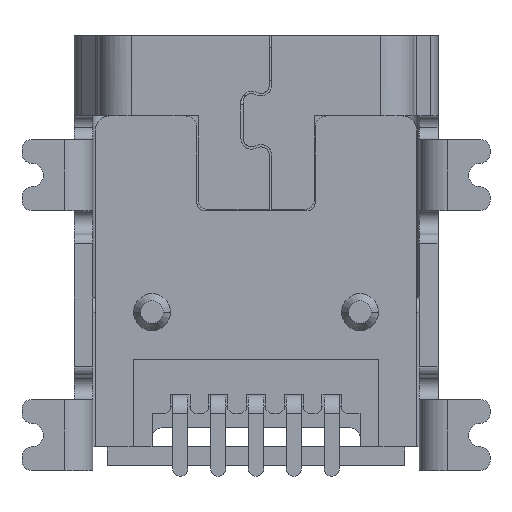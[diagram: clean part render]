
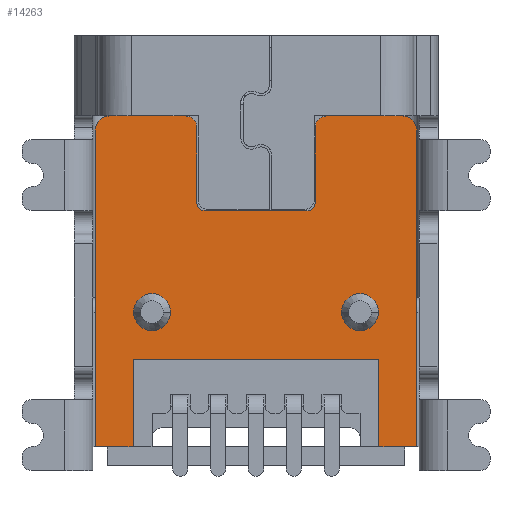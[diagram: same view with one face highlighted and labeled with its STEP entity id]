
A CAD part, front view. The second image highlights one B-rep face of the part: STEP entity #14263.
In plain terms, the highlighted planar face has unit normal (0, -1, 0).
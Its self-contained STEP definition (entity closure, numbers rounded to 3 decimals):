
#542=DIRECTION('',(-1.,0.,0.));
#543=VECTOR('',#542,0.8);
#544=CARTESIAN_POINT('',(-2.6,0.15,-8.7));
#545=LINE('8098',#544,#543);
#546=DIRECTION('',(0.,0.,1.));
#547=VECTOR('',#546,6.7);
#548=CARTESIAN_POINT('',(-3.4,0.15,-8.7));
#549=LINE('8099',#548,#547);
#550=CARTESIAN_POINT('',(-3.1,0.15,-2.));
#551=DIRECTION('',(0.,1.,0.));
#552=DIRECTION('',(-1.,0.,0.));
#553=AXIS2_PLACEMENT_3D('',#550,#551,#552);
#555=DIRECTION('',(1.,0.,0.));
#556=VECTOR('',#555,1.496);
#557=CARTESIAN_POINT('',(-2.996,0.15,-1.7));
#558=LINE('8093',#557,#556);
#559=CARTESIAN_POINT('',(-1.5,0.15,-1.95));
#560=DIRECTION('',(0.,1.,0.));
#561=DIRECTION('',(0.,0.,1.));
#562=AXIS2_PLACEMENT_3D('',#559,#560,#561);
#564=CARTESIAN_POINT('',(-1.1,0.15,-3.55));
#565=DIRECTION('',(0.,-1.,0.));
#566=DIRECTION('',(-1.,0.,0.));
#567=AXIS2_PLACEMENT_3D('',#564,#565,#566);
#569=CARTESIAN_POINT('',(1.1,0.15,-3.55));
#570=DIRECTION('',(0.,-1.,0.));
#571=DIRECTION('',(0.,0.,-1.));
#572=AXIS2_PLACEMENT_3D('',#569,#570,#571);
#574=CARTESIAN_POINT('',(1.5,0.15,-1.95));
#575=DIRECTION('',(0.,1.,0.));
#576=DIRECTION('',(-1.,0.,0.));
#577=AXIS2_PLACEMENT_3D('',#574,#575,#576);
#579=CARTESIAN_POINT('',(3.1,0.15,-2.));
#580=DIRECTION('',(0.,1.,0.));
#581=DIRECTION('',(0.,0.,1.));
#582=AXIS2_PLACEMENT_3D('',#579,#580,#581);
#584=DIRECTION('',(-1.,0.,0.));
#585=VECTOR('',#584,0.8);
#586=CARTESIAN_POINT('',(3.4,0.15,-8.7));
#587=LINE('8106',#586,#585);
#588=CARTESIAN_POINT('',(-2.2,0.15,-5.85));
#589=DIRECTION('',(0.,-1.,0.));
#590=DIRECTION('',(1.,0.,0.));
#591=AXIS2_PLACEMENT_3D('',#588,#589,#590);
#593=CARTESIAN_POINT('',(-2.2,0.15,-5.85));
#594=DIRECTION('',(0.,-1.,0.));
#595=DIRECTION('',(-1.,0.,0.));
#596=AXIS2_PLACEMENT_3D('',#593,#594,#595);
#598=CARTESIAN_POINT('',(2.2,0.15,-5.85));
#599=DIRECTION('',(0.,-1.,0.));
#600=DIRECTION('',(1.,0.,0.));
#601=AXIS2_PLACEMENT_3D('',#598,#599,#600);
#603=CARTESIAN_POINT('',(2.2,0.15,-5.85));
#604=DIRECTION('',(0.,-1.,0.));
#605=DIRECTION('',(-1.,0.,0.));
#606=AXIS2_PLACEMENT_3D('',#603,#604,#605);
#621=DIRECTION('',(-1.,0.,0.));
#622=VECTOR('',#621,0.104);
#623=CARTESIAN_POINT('',(-2.996,0.15,-1.7));
#624=LINE('8115',#623,#622);
#6342=DIRECTION('',(0.,0.,1.));
#6343=VECTOR('',#6342,1.85);
#6344=CARTESIAN_POINT('',(-2.6,0.15,-8.7));
#6345=LINE('9477',#6344,#6343);
#6354=DIRECTION('',(1.,0.,0.));
#6355=VECTOR('',#6354,5.2);
#6356=CARTESIAN_POINT('',(-2.6,0.15,-6.85));
#6357=LINE('9479',#6356,#6355);
#6366=DIRECTION('',(0.,0.,-1.));
#6367=VECTOR('',#6366,1.85);
#6368=CARTESIAN_POINT('',(2.6,0.15,-6.85));
#6369=LINE('9481',#6368,#6367);
#7962=DIRECTION('',(-1.,0.,0.));
#7963=VECTOR('',#7962,1.496);
#7964=CARTESIAN_POINT('',(2.996,0.15,-1.7));
#7965=LINE('9863',#7964,#7963);
#8011=DIRECTION('',(-1.,0.,0.));
#8012=VECTOR('',#8011,0.104);
#8013=CARTESIAN_POINT('',(3.1,0.15,-1.7));
#8014=LINE('9872',#8013,#8012);
#8023=DIRECTION('',(0.,0.,-1.));
#8024=VECTOR('',#8023,1.6);
#8025=CARTESIAN_POINT('',(1.25,0.15,-1.95));
#8026=LINE('9875',#8025,#8024);
#8039=DIRECTION('',(-1.,0.,0.));
#8040=VECTOR('',#8039,2.2);
#8041=CARTESIAN_POINT('',(1.1,0.15,-3.7));
#8042=LINE('9879',#8041,#8040);
#8059=DIRECTION('',(0.,0.,1.));
#8060=VECTOR('',#8059,1.6);
#8061=CARTESIAN_POINT('',(-1.25,0.15,-3.55));
#8062=LINE('9884',#8061,#8060);
#8546=DIRECTION('',(0.,0.,1.));
#8547=VECTOR('',#8546,6.7);
#8548=CARTESIAN_POINT('',(3.4,0.15,-8.7));
#8549=LINE('9971',#8548,#8547);
#10313=CARTESIAN_POINT('',(-2.6,0.15,-8.7));
#10315=VERTEX_POINT('',#10313);
#10376=CARTESIAN_POINT('',(2.6,0.15,-8.7));
#10377=VERTEX_POINT('',#10376);
#10458=CARTESIAN_POINT('',(-3.4,0.15,-8.7));
#10459=VERTEX_POINT('',#10458);
#10640=CARTESIAN_POINT('',(-2.996,0.15,-1.7));
#10641=CARTESIAN_POINT('',(-1.5,0.15,-1.7));
#10642=VERTEX_POINT('',#10640);
#10643=VERTEX_POINT('',#10641);
#10648=CARTESIAN_POINT('',(-3.4,0.15,-2.));
#10649=VERTEX_POINT('',#10648);
#10650=CARTESIAN_POINT('',(-3.1,0.15,-1.7));
#10651=VERTEX_POINT('',#10650);
#10652=CARTESIAN_POINT('',(-1.25,0.15,-1.95));
#10653=VERTEX_POINT('',#10652);
#10654=CARTESIAN_POINT('',(-1.25,0.15,-3.55));
#10655=CARTESIAN_POINT('',(-1.1,0.15,-3.7));
#10656=VERTEX_POINT('',#10654);
#10657=VERTEX_POINT('',#10655);
#10658=CARTESIAN_POINT('',(1.1,0.15,-3.7));
#10659=CARTESIAN_POINT('',(1.25,0.15,-3.55));
#10660=VERTEX_POINT('',#10658);
#10661=VERTEX_POINT('',#10659);
#10662=CARTESIAN_POINT('',(1.25,0.15,-1.95));
#10663=CARTESIAN_POINT('',(1.5,0.15,-1.7));
#10664=VERTEX_POINT('',#10662);
#10665=VERTEX_POINT('',#10663);
#10666=CARTESIAN_POINT('',(3.1,0.15,-1.7));
#10667=CARTESIAN_POINT('',(3.4,0.15,-2.));
#10668=VERTEX_POINT('',#10666);
#10669=VERTEX_POINT('',#10667);
#10670=CARTESIAN_POINT('',(3.4,0.15,-8.7));
#10671=VERTEX_POINT('',#10670);
#10672=CARTESIAN_POINT('',(-1.81,0.15,-5.85));
#10673=CARTESIAN_POINT('',(-2.59,0.15,-5.85));
#10674=VERTEX_POINT('',#10672);
#10675=VERTEX_POINT('',#10673);
#10676=CARTESIAN_POINT('',(2.59,0.15,-5.85));
#10677=CARTESIAN_POINT('',(1.81,0.15,-5.85));
#10678=VERTEX_POINT('',#10676);
#10679=VERTEX_POINT('',#10677);
#12454=CARTESIAN_POINT('',(-2.6,0.15,-6.85));
#12455=VERTEX_POINT('',#12454);
#12456=CARTESIAN_POINT('',(2.6,0.15,-6.85));
#12457=VERTEX_POINT('',#12456);
#13044=CARTESIAN_POINT('',(2.996,0.15,-1.7));
#13045=VERTEX_POINT('',#13044);
#14208=CARTESIAN_POINT('',(0.,0.15,-5.2));
#14209=DIRECTION('',(0.,1.,0.));
#14210=DIRECTION('',(-1.,0.,0.));
#14211=AXIS2_PLACEMENT_3D('',#14208,#14209,#14210);
#14212=PLANE('10350',#14211);
#14213=ORIENTED_EDGE('8098',*,*,#13378,.T.);
#14214=ORIENTED_EDGE('8099',*,*,#13788,.T.);
#14216=ORIENTED_EDGE('8100',*,*,#14215,.T.);
#14218=ORIENTED_EDGE('8115',*,*,#14217,.F.);
#14219=ORIENTED_EDGE('8093',*,*,#14195,.T.);
#14221=ORIENTED_EDGE('8101',*,*,#14220,.T.);
#14223=ORIENTED_EDGE('9884',*,*,#14222,.F.);
#14225=ORIENTED_EDGE('8102',*,*,#14224,.T.);
#14227=ORIENTED_EDGE('9879',*,*,#14226,.F.);
#14229=ORIENTED_EDGE('8103',*,*,#14228,.T.);
#14231=ORIENTED_EDGE('9875',*,*,#14230,.F.);
#14233=ORIENTED_EDGE('8104',*,*,#14232,.T.);
#14235=ORIENTED_EDGE('9863',*,*,#14234,.F.);
#14237=ORIENTED_EDGE('9872',*,*,#14236,.F.);
#14239=ORIENTED_EDGE('8105',*,*,#14238,.T.);
#14241=ORIENTED_EDGE('9971',*,*,#14240,.F.);
#14242=ORIENTED_EDGE('8106',*,*,#13559,.T.);
#14244=ORIENTED_EDGE('9481',*,*,#14243,.F.);
#14246=ORIENTED_EDGE('9479',*,*,#14245,.F.);
#14248=ORIENTED_EDGE('9477',*,*,#14247,.F.);
#14249=EDGE_LOOP('10350',(#14213,#14214,#14216,#14218,#14219,#14221,#14223,
#14225,#14227,#14229,#14231,#14233,#14235,#14237,#14239,#14241,#14242,#14244,
#14246,#14248));
#14250=FACE_OUTER_BOUND('10350',#14249,.F.);
#14252=ORIENTED_EDGE('8107',*,*,#14251,.T.);
#14254=ORIENTED_EDGE('8108',*,*,#14253,.T.);
#14255=EDGE_LOOP('10350',(#14252,#14254));
#14256=FACE_BOUND('10350',#14255,.F.);
#14258=ORIENTED_EDGE('8109',*,*,#14257,.T.);
#14260=ORIENTED_EDGE('8110',*,*,#14259,.T.);
#14261=EDGE_LOOP('10350',(#14258,#14260));
#14262=FACE_BOUND('10350',#14261,.F.);
#14263=ADVANCED_FACE('10350',(#14250,#14256,#14262),#14212,.F.);
#554=CIRCLE('8100',#553,0.3);
#563=CIRCLE('8101',#562,0.25);
#568=CIRCLE('8102',#567,0.15);
#573=CIRCLE('8103',#572,0.15);
#578=CIRCLE('8104',#577,0.25);
#583=CIRCLE('8105',#582,0.3);
#592=CIRCLE('8107',#591,0.39);
#597=CIRCLE('8108',#596,0.39);
#602=CIRCLE('8109',#601,0.39);
#607=CIRCLE('8110',#606,0.39);
#13378=EDGE_CURVE('8098',#10315,#10459,#545,.T.);
#13559=EDGE_CURVE('8106',#10671,#10377,#587,.T.);
#13788=EDGE_CURVE('8099',#10459,#10649,#549,.T.);
#14195=EDGE_CURVE('8093',#10642,#10643,#558,.T.);
#14215=EDGE_CURVE('8100',#10649,#10651,#554,.T.);
#14217=EDGE_CURVE('8115',#10642,#10651,#624,.T.);
#14220=EDGE_CURVE('8101',#10643,#10653,#563,.T.);
#14222=EDGE_CURVE('9884',#10656,#10653,#8062,.T.);
#14224=EDGE_CURVE('8102',#10656,#10657,#568,.T.);
#14226=EDGE_CURVE('9879',#10660,#10657,#8042,.T.);
#14228=EDGE_CURVE('8103',#10660,#10661,#573,.T.);
#14230=EDGE_CURVE('9875',#10664,#10661,#8026,.T.);
#14232=EDGE_CURVE('8104',#10664,#10665,#578,.T.);
#14234=EDGE_CURVE('9863',#13045,#10665,#7965,.T.);
#14236=EDGE_CURVE('9872',#10668,#13045,#8014,.T.);
#14238=EDGE_CURVE('8105',#10668,#10669,#583,.T.);
#14240=EDGE_CURVE('9971',#10671,#10669,#8549,.T.);
#14243=EDGE_CURVE('9481',#12457,#10377,#6369,.T.);
#14245=EDGE_CURVE('9479',#12455,#12457,#6357,.T.);
#14247=EDGE_CURVE('9477',#10315,#12455,#6345,.T.);
#14251=EDGE_CURVE('8107',#10674,#10675,#592,.T.);
#14253=EDGE_CURVE('8108',#10675,#10674,#597,.T.);
#14257=EDGE_CURVE('8109',#10678,#10679,#602,.T.);
#14259=EDGE_CURVE('8110',#10679,#10678,#607,.T.);
